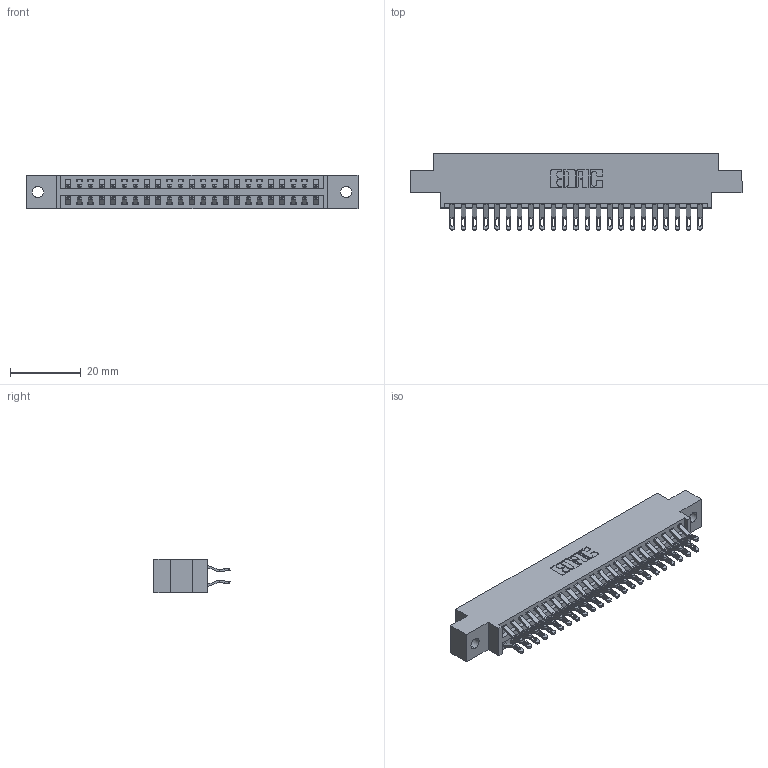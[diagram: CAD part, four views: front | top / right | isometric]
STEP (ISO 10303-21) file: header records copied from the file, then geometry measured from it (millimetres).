
FILE_DESCRIPTION (( 'STEP AP203' ), '1' );
FILE_NAME ('346-046-555-802.STEP', '2022-05-20T20:15:09', ( '' ), ( '' ), 'SwSTEP 2.0', 'SolidWorks 2020', '' );
FILE_SCHEMA (( 'CONFIG_CONTROL_DESIGN' ));
Length unit declared in the file: inch
Products named in the file (3): 345-292-001_555 Tail; 346 Part_0.170 Offset - 0.128 Dia; 346-046-555-802
Assembly tree (47 placements, depth 2):
  346-046-555-802
    346 Part_0.170 Offset - 0.128 Dia
    345-292-001_555 Tail  x46
Bounding box: 93.6 x 21.46 x 9.4 mm (x, y, z)
Volume: 8921.6 mm3; surface area: 12350.7 mm2
Topology: 47 solids, 47 shells, 2794 faces, 8759 edges, 5838 vertices
Faces by surface type: plane 1598, cylinder 1196
Entity records: 18029 total; most frequent: CARTESIAN_POINT 3034, ORIENTED_EDGE 2938, DIRECTION 2693, EDGE_CURVE 1469, LINE 1225, VECTOR 1225, VERTEX_POINT 978, AXIS2_PLACEMENT_3D 734
